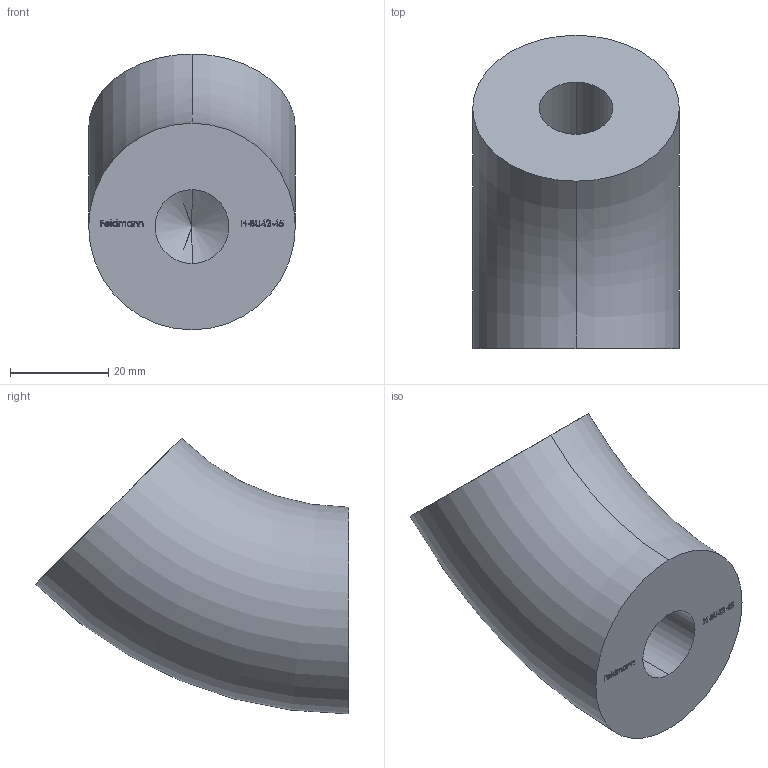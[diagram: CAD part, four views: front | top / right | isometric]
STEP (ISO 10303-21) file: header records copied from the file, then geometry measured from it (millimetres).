
FILE_DESCRIPTION (( 'STEP AP203' ), '1' );
FILE_NAME ('H-BU42-45.step', '2020-11-12T09:00:04', ( '' ), ( '' ), 'SwSTEP 2.0', 'SolidWorks 2018', '' );
FILE_SCHEMA (( 'CONFIG_CONTROL_DESIGN' ));
Length unit declared in the file: millimetre
Products named in the file (2): H-BU42-45
Bounding box: 42 x 63.64 x 56.06 mm (x, y, z)
Volume: 66066.8 mm3; surface area: 12251.6 mm2
Topology: 1 solids, 1 shells, 241 faces, 641 edges, 424 vertices
Faces by surface type: plane 153, bspline 78, cylinder 4, cone 4, torus 2
Entity records: 11476 total; most frequent: CARTESIAN_POINT 5862, ORIENTED_EDGE 1274, DIRECTION 825, EDGE_CURVE 637, VECTOR 467, LINE 467, VERTEX_POINT 424, EDGE_LOOP 267
